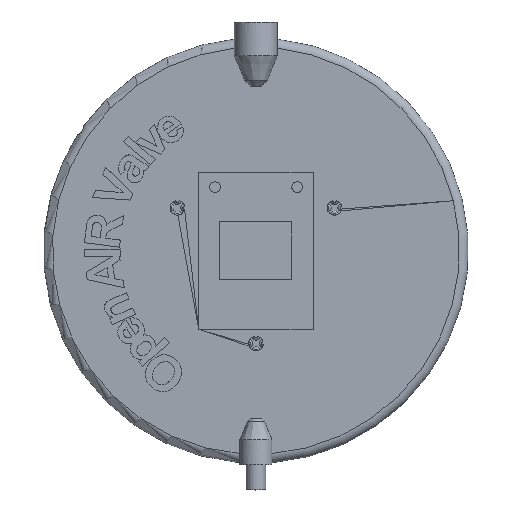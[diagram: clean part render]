
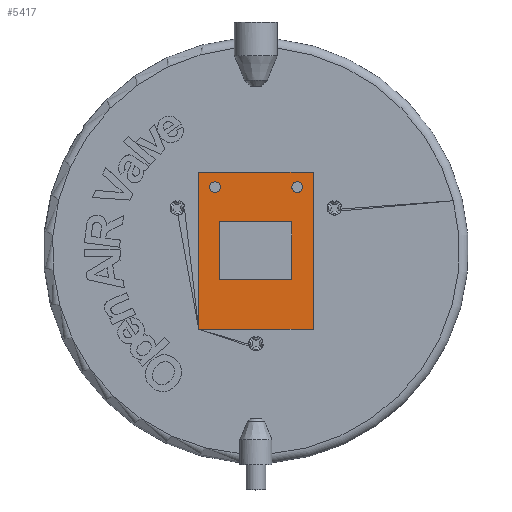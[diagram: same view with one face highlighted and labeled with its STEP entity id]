
A CAD part, top view. The second image highlights one B-rep face of the part: STEP entity #5417.
In plain terms, the highlighted planar face has unit normal (0, 0, 1).
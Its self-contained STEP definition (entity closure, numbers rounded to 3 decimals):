
#175=FACE_BOUND('',#1772,.T.);
#176=FACE_BOUND('',#1773,.T.);
#177=FACE_BOUND('',#1774,.T.);
#294=PLANE('',#5684);
#689=LINE('',#10977,#1101);
#693=LINE('',#10985,#1105);
#696=LINE('',#10991,#1108);
#699=LINE('',#10996,#1111);
#704=LINE('',#11011,#1116);
#707=LINE('',#11016,#1119);
#709=LINE('',#11020,#1121);
#710=LINE('',#11022,#1122);
#1101=VECTOR('',#6545,10.);
#1105=VECTOR('',#6551,10.);
#1108=VECTOR('',#6556,10.);
#1111=VECTOR('',#6561,10.);
#1116=VECTOR('',#6578,10.);
#1119=VECTOR('',#6583,10.);
#1121=VECTOR('',#6587,10.);
#1122=VECTOR('',#6590,10.);
#1448=FACE_OUTER_BOUND('',#1771,.T.);
#1771=EDGE_LOOP('',(#5071,#5072,#5073,#5074));
#1772=EDGE_LOOP('',(#5075,#5076,#5077,#5078));
#1773=EDGE_LOOP('',(#5079));
#1774=EDGE_LOOP('',(#5080));
#1877=CIRCLE('',#5677,1.5);
#1878=CIRCLE('',#5679,1.5);
#2696=VERTEX_POINT('',#10975);
#2697=VERTEX_POINT('',#10976);
#2700=VERTEX_POINT('',#10984);
#2702=VERTEX_POINT('',#10990);
#2704=VERTEX_POINT('',#11000);
#2705=VERTEX_POINT('',#11004);
#2706=VERTEX_POINT('',#11008);
#2707=VERTEX_POINT('',#11010);
#2708=VERTEX_POINT('',#11014);
#2709=VERTEX_POINT('',#11018);
#3483=EDGE_CURVE('',#2696,#2697,#689,.T.);
#3487=EDGE_CURVE('',#2697,#2700,#693,.T.);
#3490=EDGE_CURVE('',#2700,#2702,#696,.T.);
#3493=EDGE_CURVE('',#2702,#2696,#699,.T.);
#3496=EDGE_CURVE('',#2704,#2704,#1877,.T.);
#3498=EDGE_CURVE('',#2705,#2705,#1878,.T.);
#3500=EDGE_CURVE('',#2706,#2707,#704,.T.);
#3503=EDGE_CURVE('',#2708,#2706,#707,.T.);
#3505=EDGE_CURVE('',#2709,#2708,#709,.T.);
#3506=EDGE_CURVE('',#2707,#2709,#710,.T.);
#5071=ORIENTED_EDGE('',*,*,#3506,.F.);
#5072=ORIENTED_EDGE('',*,*,#3500,.F.);
#5073=ORIENTED_EDGE('',*,*,#3503,.F.);
#5074=ORIENTED_EDGE('',*,*,#3505,.F.);
#5075=ORIENTED_EDGE('',*,*,#3483,.T.);
#5076=ORIENTED_EDGE('',*,*,#3487,.T.);
#5077=ORIENTED_EDGE('',*,*,#3490,.T.);
#5078=ORIENTED_EDGE('',*,*,#3493,.T.);
#5079=ORIENTED_EDGE('',*,*,#3496,.T.);
#5080=ORIENTED_EDGE('',*,*,#3498,.T.);
#5417=ADVANCED_FACE('',(#1448,#175,#176,#177),#294,.F.);
#5677=AXIS2_PLACEMENT_3D('',#11002,#6568,#6569);
#5679=AXIS2_PLACEMENT_3D('',#11006,#6573,#6574);
#5684=AXIS2_PLACEMENT_3D('',#11023,#6591,#6592);
#6545=DIRECTION('',(0.,1.,0.));
#6551=DIRECTION('',(1.,0.,0.));
#6556=DIRECTION('',(0.,-1.,0.));
#6561=DIRECTION('',(-1.,0.,0.));
#6568=DIRECTION('center_axis',(0.,0.,-1.));
#6569=DIRECTION('ref_axis',(-1.,0.,0.));
#6573=DIRECTION('center_axis',(0.,0.,-1.));
#6574=DIRECTION('ref_axis',(-1.,0.,0.));
#6578=DIRECTION('',(1.,0.,0.));
#6583=DIRECTION('',(0.,1.,0.));
#6587=DIRECTION('',(-1.,0.,0.));
#6590=DIRECTION('',(0.,-1.,0.));
#6591=DIRECTION('center_axis',(0.,0.,-1.));
#6592=DIRECTION('ref_axis',(-1.,0.,0.));
#10975=CARTESIAN_POINT('',(-10.081,-8.051,4.));
#10976=CARTESIAN_POINT('',(-10.081,8.051,4.));
#10977=CARTESIAN_POINT('',(-10.081,4.026,4.));
#10984=CARTESIAN_POINT('',(10.081,8.051,4.));
#10985=CARTESIAN_POINT('',(5.041,8.051,4.));
#10990=CARTESIAN_POINT('',(10.081,-8.051,4.));
#10991=CARTESIAN_POINT('',(10.081,-4.026,4.));
#10996=CARTESIAN_POINT('',(-5.041,-8.051,4.));
#11000=CARTESIAN_POINT('',(-9.943,17.789,4.));
#11002=CARTESIAN_POINT('Origin',(-11.443,17.789,4.));
#11004=CARTESIAN_POINT('',(13.057,17.789,4.));
#11006=CARTESIAN_POINT('Origin',(11.557,17.789,4.));
#11008=CARTESIAN_POINT('',(-16.,22.,4.));
#11010=CARTESIAN_POINT('',(16.,22.,4.));
#11011=CARTESIAN_POINT('',(16.,22.,4.));
#11014=CARTESIAN_POINT('',(-16.,-22.,4.));
#11016=CARTESIAN_POINT('',(-16.,22.,4.));
#11018=CARTESIAN_POINT('',(16.,-22.,4.));
#11020=CARTESIAN_POINT('',(-16.,-22.,4.));
#11022=CARTESIAN_POINT('',(16.,-22.,4.));
#11023=CARTESIAN_POINT('Origin',(0.,0.,4.));
